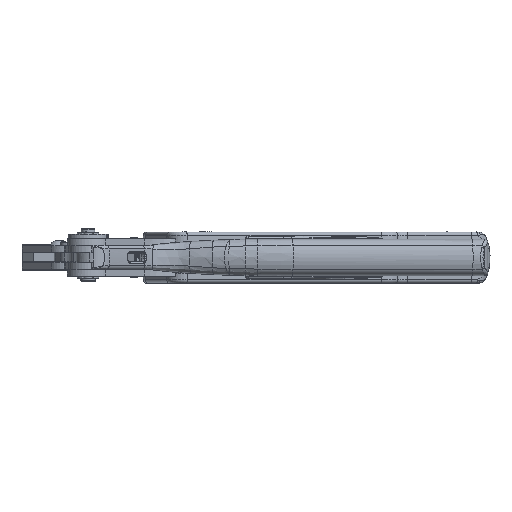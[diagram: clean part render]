
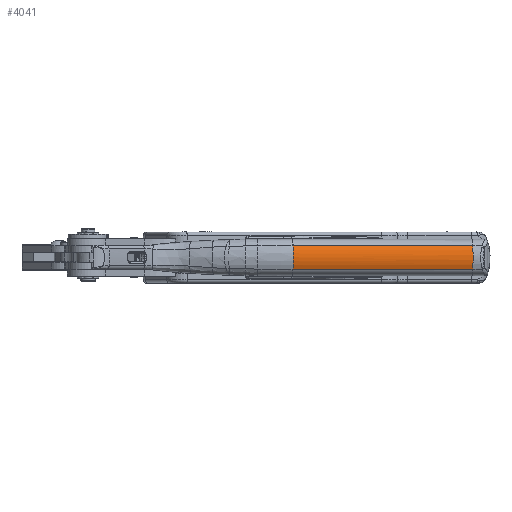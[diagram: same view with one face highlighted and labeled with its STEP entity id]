
A CAD part, front view. The second image highlights one B-rep face of the part: STEP entity #4041.
In plain terms, the highlighted cylindrical face has radius 11.999 mm (diameter 23.999 mm), a partial arc.
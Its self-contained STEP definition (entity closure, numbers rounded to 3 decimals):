
#2109=CYLINDRICAL_SURFACE('',#24926,11.999);
#2909=FACE_OUTER_BOUND('',#5963,.T.);
#4041=ADVANCED_FACE('SREV65',(#2909),#2109,.T.);
#5963=EDGE_LOOP('',(#10379,#10380,#10381,#10382,#10383));
#10379=ORIENTED_EDGE('',*,*,#17336,.T.);
#10380=ORIENTED_EDGE('',*,*,#17315,.T.);
#10381=ORIENTED_EDGE('',*,*,#17335,.T.);
#10382=ORIENTED_EDGE('',*,*,#17337,.T.);
#10383=ORIENTED_EDGE('',*,*,#17338,.T.);
#14486=VERTEX_POINT('',#45845);
#14491=VERTEX_POINT('',#45863);
#14503=VERTEX_POINT('',#46200);
#14504=VERTEX_POINT('',#46207);
#14505=VERTEX_POINT('',#46212);
#17315=EDGE_CURVE('LINE218',#14486,#14491,#19288,.T.);
#17335=EDGE_CURVE('ARC216',#14491,#14503,#20329,.T.);
#17336=EDGE_CURVE('ARC214',#14504,#14486,#19303,.T.);
#17337=EDGE_CURVE('LINE217',#14503,#14505,#19304,.T.);
#17338=EDGE_CURVE('ARC215',#14505,#14504,#19305,.T.);
#19288=B_SPLINE_CURVE_WITH_KNOTS('',3,(#45864,#45865,#45866,#45867),
 .UNSPECIFIED.,.F.,.F.,(4,4),(0.,1.),.UNSPECIFIED.);
#19303=B_SPLINE_CURVE_WITH_KNOTS('',3,(#46203,#46204,#46205,#46206),
 .UNSPECIFIED.,.F.,.F.,(4,4),(0.,1.),.UNSPECIFIED.);
#19304=B_SPLINE_CURVE_WITH_KNOTS('',3,(#46208,#46209,#46210,#46211),
 .UNSPECIFIED.,.F.,.F.,(4,4),(0.,1.),.UNSPECIFIED.);
#19305=B_SPLINE_CURVE_WITH_KNOTS('',3,(#46213,#46214,#46215,#46216),
 .UNSPECIFIED.,.F.,.F.,(4,4),(0.,1.),.UNSPECIFIED.);
#20329=CIRCLE('',#24924,11.999);
#24924=AXIS2_PLACEMENT_3D('',#46201,#28758,#28759);
#24926=AXIS2_PLACEMENT_3D('',#46217,#28762,#28763);
#28758=DIRECTION('',(-0.996,-0.086,0.));
#28759=DIRECTION('',(0.078,-0.904,0.421));
#28762=DIRECTION('',(0.996,0.086,0.));
#28763=DIRECTION('',(-0.086,0.996,0.));
#45845=CARTESIAN_POINT('',(89.286,16.936,-5.017));
#45863=CARTESIAN_POINT('',(167.592,23.686,-5.017));
#45864=CARTESIAN_POINT('',(89.286,16.936,-5.017));
#45865=CARTESIAN_POINT('',(115.388,19.186,-5.017));
#45866=CARTESIAN_POINT('',(141.49,21.436,-5.017));
#45867=CARTESIAN_POINT('',(167.592,23.686,-5.017));
#46200=CARTESIAN_POINT('',(167.592,23.686,5.097));
#46201=CARTESIAN_POINT('',(166.657,34.528,0.04));
#46203=CARTESIAN_POINT('',(89.382,15.823,0.04));
#46204=CARTESIAN_POINT('',(89.382,15.823,-1.7));
#46205=CARTESIAN_POINT('',(89.349,16.206,-3.439));
#46206=CARTESIAN_POINT('',(89.286,16.936,-5.017));
#46207=CARTESIAN_POINT('',(89.382,15.823,0.04));
#46208=CARTESIAN_POINT('',(167.592,23.686,5.097));
#46209=CARTESIAN_POINT('',(141.49,21.436,5.097));
#46210=CARTESIAN_POINT('',(115.388,19.186,5.097));
#46211=CARTESIAN_POINT('',(89.286,16.936,5.097));
#46212=CARTESIAN_POINT('',(89.286,16.936,5.097));
#46213=CARTESIAN_POINT('',(89.286,16.936,5.097));
#46214=CARTESIAN_POINT('',(89.349,16.206,3.519));
#46215=CARTESIAN_POINT('',(89.382,15.823,1.78));
#46216=CARTESIAN_POINT('',(89.382,15.823,0.04));
#46217=CARTESIAN_POINT('',(88.351,27.778,0.04));
